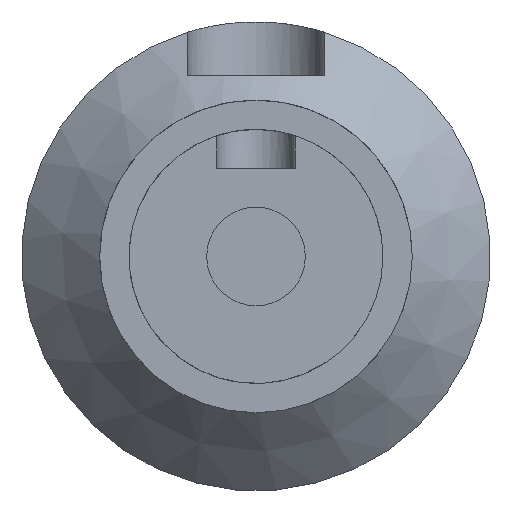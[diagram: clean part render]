
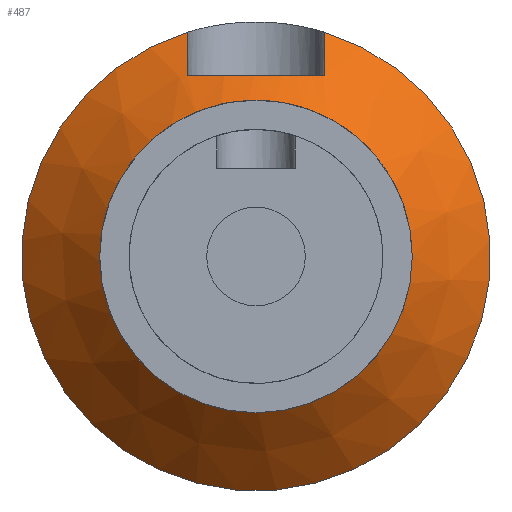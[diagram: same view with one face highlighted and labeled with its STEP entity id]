
A CAD part, front view. The second image highlights one B-rep face of the part: STEP entity #487.
In plain terms, the highlighted conical face has half-angle 45 degrees and reference radius 24 mm.
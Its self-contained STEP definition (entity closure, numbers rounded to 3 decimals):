
#20=CONICAL_SURFACE('',#523,24.,0.785);
#85=B_SPLINE_CURVE_WITH_KNOTS('',3,(#715,#716,#717,#718),.UNSPECIFIED.,
 .F.,.F.,(4,4),(0.013,0.019),.UNSPECIFIED.);
#86=B_SPLINE_CURVE_WITH_KNOTS('',3,(#720,#721,#722,#723,#724,#725,#726),
 .UNSPECIFIED.,.F.,.F.,(4,1,1,1,4),(0.019,0.022,
0.026,0.03,0.033),.UNSPECIFIED.);
#87=B_SPLINE_CURVE_WITH_KNOTS('',3,(#728,#729,#730,#731),.UNSPECIFIED.,
 .F.,.F.,(4,4),(0.013,0.019),.UNSPECIFIED.);
#116=ORIENTED_EDGE('',*,*,#196,.F.);
#117=ORIENTED_EDGE('',*,*,#197,.F.);
#118=ORIENTED_EDGE('',*,*,#198,.T.);
#119=ORIENTED_EDGE('',*,*,#176,.F.);
#120=ORIENTED_EDGE('',*,*,#195,.T.);
#176=EDGE_CURVE('',#218,#219,#246,.T.);
#195=EDGE_CURVE('',#235,#235,#252,.T.);
#196=EDGE_CURVE('',#236,#218,#85,.T.);
#197=EDGE_CURVE('',#237,#236,#86,.T.);
#198=EDGE_CURVE('',#237,#219,#87,.T.);
#218=VERTEX_POINT('',#655);
#219=VERTEX_POINT('',#657);
#235=VERTEX_POINT('',#713);
#236=VERTEX_POINT('',#719);
#237=VERTEX_POINT('',#727);
#246=CIRCLE('',#511,24.);
#252=CIRCLE('',#522,16.);
#269=EDGE_LOOP('',(#116,#117,#118,#119));
#270=EDGE_LOOP('',(#120));
#299=FACE_BOUND('',#269,.T.);
#300=FACE_BOUND('',#270,.T.);
#487=ADVANCED_FACE('',(#299,#300),#20,.T.);
#511=AXIS2_PLACEMENT_3D('',#656,#552,#553);
#522=AXIS2_PLACEMENT_3D('',#712,#585,#586);
#523=AXIS2_PLACEMENT_3D('',#714,#587,#588);
#552=DIRECTION('',(0.,1.,0.));
#553=DIRECTION('',(0.,0.,1.));
#585=DIRECTION('',(0.,1.,0.));
#586=DIRECTION('',(1.,0.,0.));
#587=DIRECTION('',(0.,1.,0.));
#588=DIRECTION('',(0.,0.,1.));
#655=CARTESIAN_POINT('',(7.,623.,22.956));
#656=CARTESIAN_POINT('',(0.,623.,0.));
#657=CARTESIAN_POINT('',(-7.,623.,22.956));
#712=CARTESIAN_POINT('',(0.,615.,0.));
#713=CARTESIAN_POINT('',(16.,615.,0.));
#714=CARTESIAN_POINT('',(0.,623.,0.));
#715=CARTESIAN_POINT('',(7.,618.78,18.5));
#716=CARTESIAN_POINT('',(7.,620.178,19.994));
#717=CARTESIAN_POINT('',(7.,621.586,21.478));
#718=CARTESIAN_POINT('',(7.,623.,22.956));
#719=CARTESIAN_POINT('',(7.,618.78,18.5));
#720=CARTESIAN_POINT('',(-7.,618.78,18.5));
#721=CARTESIAN_POINT('',(-5.877,618.383,18.5));
#722=CARTESIAN_POINT('',(-3.593,617.737,18.5));
#723=CARTESIAN_POINT('',(0.028,617.383,18.5));
#724=CARTESIAN_POINT('',(3.548,617.732,18.5));
#725=CARTESIAN_POINT('',(5.874,618.382,18.5));
#726=CARTESIAN_POINT('',(7.,618.78,18.5));
#727=CARTESIAN_POINT('',(-7.,618.78,18.5));
#728=CARTESIAN_POINT('',(-7.,618.78,18.5));
#729=CARTESIAN_POINT('',(-7.,620.178,19.994));
#730=CARTESIAN_POINT('',(-7.,621.586,21.478));
#731=CARTESIAN_POINT('',(-7.,623.,22.956));
